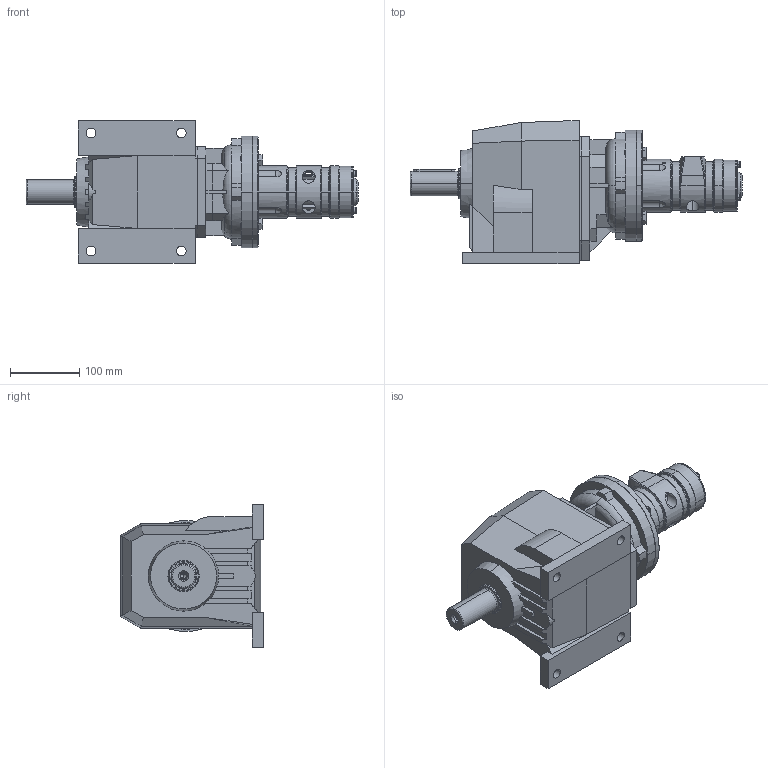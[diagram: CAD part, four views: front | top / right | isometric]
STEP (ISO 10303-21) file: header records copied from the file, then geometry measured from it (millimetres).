
FILE_DESCRIPTION((''),'2;1');
FILE_NAME('8411181023_SW0001','2024-02-07T19:37:06',('INEdipo'),(''),'CREO PARAMETRIC BY PTC INC, 2022414','CREO PARAMETRIC BY PTC INC, 2022414','');
FILE_SCHEMA(('AP242_MANAGED_MODEL_BASED_3D_ENGINEERING_MIM_LF { 1 0 10303 442 1 1 4 }'));
Length unit declared in the file: inch
Products named in the file (1): 8411181023_SW0001
Bounding box: 478 x 205.78 x 205 mm (x, y, z)
Volume: 6667922.8 mm3; surface area: 317419.4 mm2
Topology: 3 solids, 3 shells, 515 faces, 1325 edges, 833 vertices
Faces by surface type: plane 244, cylinder 153, cone 64, torus 26, bspline 20, sphere 8
Entity records: 25120 total; most frequent: CARTESIAN_POINT 8952, ORIENTED_EDGE 2614, DIRECTION 2415, EDGE_CURVE 1307, AXIS2_PLACEMENT_3D 869, VERTEX_POINT 833, VECTOR 677, LINE 677
